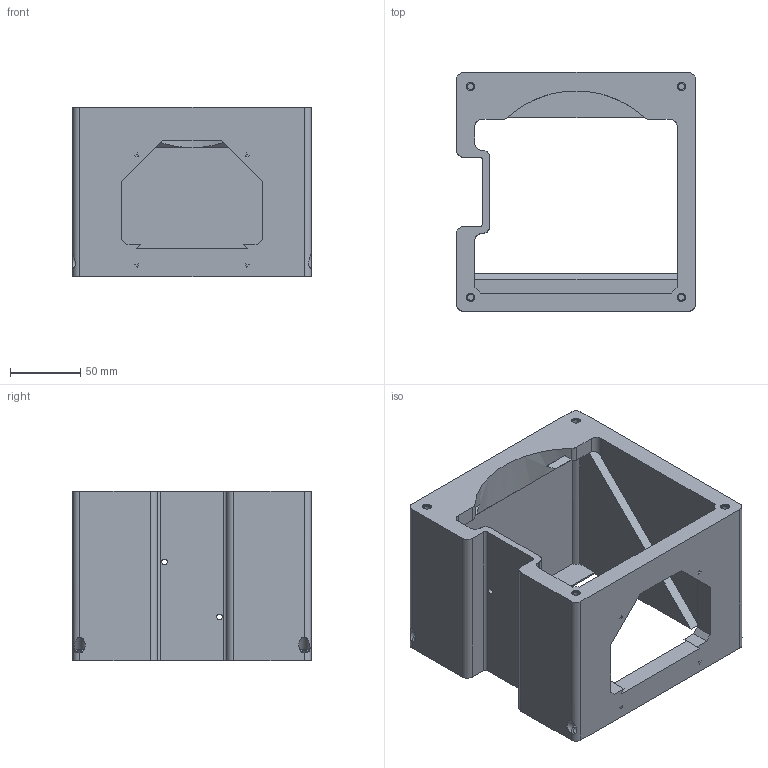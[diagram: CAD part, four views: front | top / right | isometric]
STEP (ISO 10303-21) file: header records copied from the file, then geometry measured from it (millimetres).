
FILE_DESCRIPTION(/* description */ (''),/* implementation_level */ '2;1');
FILE_NAME(/* name */ 'Mirror_box_top.stp',/* time_stamp */ '2024-05-01T16:17:55+10:00',/* author */ ('uqtvodoa'),/* organization */ (''),/* preprocessor_version */ 'ST-DEVELOPER v19.2',/* originating_system */ 'Autodesk Inventor 2024',/* authorisation */ '');
FILE_SCHEMA (('AUTOMOTIVE_DESIGN { 1 0 10303 214 3 1 1 }'));
Length unit declared in the file: inch
Products named in the file (1): Mirror_box_top
Bounding box: 170 x 170 x 120.93 mm (x, y, z)
Volume: 878316.5 mm3; surface area: 176930 mm2
Topology: 1 solids, 1 shells, 130 faces, 347 edges, 231 vertices
Faces by surface type: plane 90, cylinder 40
Full cylindrical faces by diameter (mm): 4 x3, 4.5 x4, 5 x4, 6 x4, 8 x4
Entity records: 4368 total; most frequent: CARTESIAN_POINT 805, ORIENTED_EDGE 694, DIRECTION 692, EDGE_CURVE 347, LINE 252, VECTOR 252, VERTEX_POINT 231, AXIS2_PLACEMENT_3D 220
